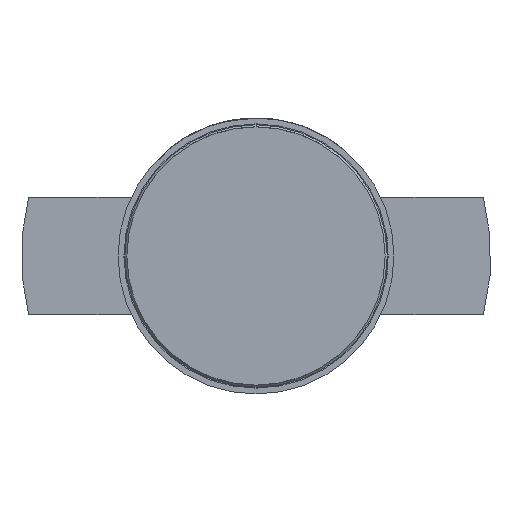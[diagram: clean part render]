
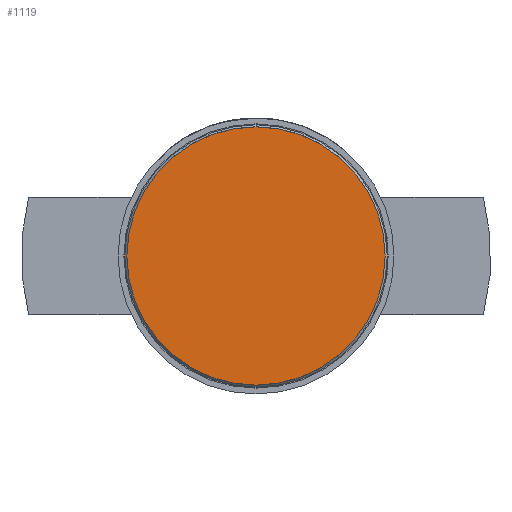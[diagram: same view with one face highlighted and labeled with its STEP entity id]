
A CAD part, front view. The second image highlights one B-rep face of the part: STEP entity #1119.
In plain terms, the highlighted planar face has unit normal (0, -1, 0).
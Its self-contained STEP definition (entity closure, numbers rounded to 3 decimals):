
#353 = CIRCLE ( 'NONE', #5158, 2.2 ) ;
#932 = EDGE_CURVE ( 'Defeature ausgef�hrt1_7+Defeature ausgef�hrt1_14+Defeature ausgef�hrt1_14+Defeature ausgef�hrt1_14', #3992, #1139, #2792, .T. ) ;
#1017 = DIRECTION ( 'NONE',  ( -1., 0., 0. ) ) ;
#1119 = ADVANCED_FACE ( 'Defeature ausgef�hrt1_7', ( #3121 ), #3979, .F. ) ;
#1133 = CARTESIAN_POINT ( 'NONE',  ( -2.2, 0., 0. ) ) ;
#1139 = VERTEX_POINT ( 'NONE', #1133 ) ;
#1387 = DIRECTION ( 'NONE',  ( -1., 0., 0. ) ) ;
#1478 = ORIENTED_EDGE ( 'NONE', *, *, #932, .T. ) ;
#2214 = CARTESIAN_POINT ( 'NONE',  ( 0., 0., 0. ) ) ;
#2387 = DIRECTION ( 'NONE',  ( 0., 1., 0. ) ) ;
#2792 = CIRCLE ( 'NONE', #4145, 2.2 ) ;
#3006 = DIRECTION ( 'NONE',  ( 0., -1., 0. ) ) ;
#3121 = FACE_OUTER_BOUND ( 'NONE', #4670, .T. ) ;
#3480 = DIRECTION ( 'NONE',  ( 0., -1., 0. ) ) ;
#3964 = ORIENTED_EDGE ( 'NONE', *, *, #5165, .T. ) ;
#3979 = PLANE ( 'NONE',  #5212 ) ;
#3992 = VERTEX_POINT ( 'NONE', #4549 ) ;
#4145 = AXIS2_PLACEMENT_3D ( 'NONE', #2214, #3006, #1017 ) ;
#4283 = CARTESIAN_POINT ( 'NONE',  ( 0., 0., 0. ) ) ;
#4549 = CARTESIAN_POINT ( 'NONE',  ( 2.2, 0., 0. ) ) ;
#4670 = EDGE_LOOP ( 'NONE', ( #3964, #1478 ) ) ;
#4810 = CARTESIAN_POINT ( 'NONE',  ( 0., 0., -1.9 ) ) ;
#5158 = AXIS2_PLACEMENT_3D ( 'NONE', #4283, #3480, #1387 ) ;
#5165 = EDGE_CURVE ( 'Defeature ausgef�hrt1_7+Defeature ausgef�hrt1_14+Defeature ausgef�hrt1_14+Defeature ausgef�hrt1_14', #1139, #3992, #353, .T. ) ;
#5212 = AXIS2_PLACEMENT_3D ( 'NONE', #4810, #2387, #5218 ) ;
#5218 = DIRECTION ( 'NONE',  ( 1., 0., 0. ) ) ;
